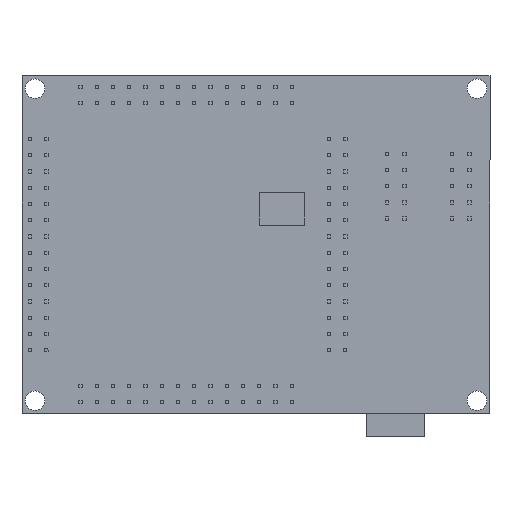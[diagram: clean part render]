
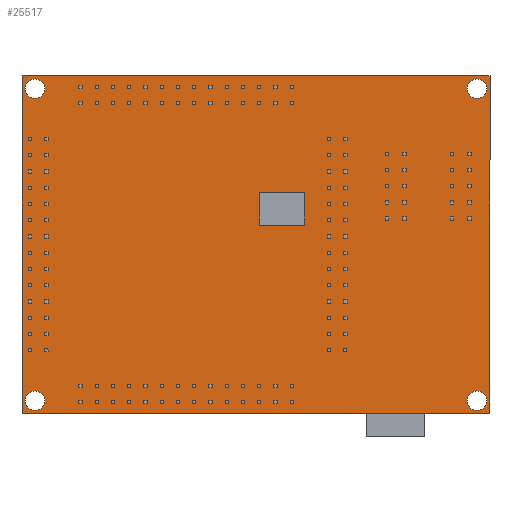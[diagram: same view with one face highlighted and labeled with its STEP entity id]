
A CAD part, front view. The second image highlights one B-rep face of the part: STEP entity #25517.
In plain terms, the highlighted planar face has unit normal (0, -1, 0).
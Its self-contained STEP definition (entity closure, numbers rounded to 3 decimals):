
#285 = VERTEX_POINT ( 'NONE', #3117 ) ;
#1338 = DIRECTION ( 'NONE',  ( -1., 0., 0. ) ) ;
#1353 = FACE_BOUND ( 'NONE', #15219, .T. ) ;
#1654 = VERTEX_POINT ( 'NONE', #7528 ) ;
#1772 = ORIENTED_EDGE ( 'NONE', *, *, #27631, .F. ) ;
#2071 = CARTESIAN_POINT ( 'NONE',  ( 36., 0., -26. ) ) ;
#2088 = DIRECTION ( 'NONE',  ( 0., 1., 0. ) ) ;
#2367 = CARTESIAN_POINT ( 'NONE',  ( 34., 0., 24. ) ) ;
#2427 = ORIENTED_EDGE ( 'NONE', *, *, #21589, .F. ) ;
#2449 = ORIENTED_EDGE ( 'NONE', *, *, #34039, .T. ) ;
#3025 = LINE ( 'NONE', #39414, #27366 ) ;
#3117 = CARTESIAN_POINT ( 'NONE',  ( -34., 0., 25.5 ) ) ;
#3828 = EDGE_CURVE ( 'NONE', #12355, #36540, #28567, .T. ) ;
#4051 = EDGE_LOOP ( 'NONE', ( #2427, #25049, #11029, #1772 ) ) ;
#4338 = CARTESIAN_POINT ( 'NONE',  ( -36., 0., -26. ) ) ;
#4818 = ORIENTED_EDGE ( 'NONE', *, *, #40633, .T. ) ;
#4823 = AXIS2_PLACEMENT_3D ( 'NONE', #30672, #11635, #33841 ) ;
#5015 = AXIS2_PLACEMENT_3D ( 'NONE', #32453, #13417, #35606 ) ;
#5586 = DIRECTION ( 'NONE',  ( 0., 0., 1. ) ) ;
#6296 = CARTESIAN_POINT ( 'NONE',  ( -34., 0., 24. ) ) ;
#6473 = VECTOR ( 'NONE', #34931, 1000. ) ;
#7528 = CARTESIAN_POINT ( 'NONE',  ( 34., 0., 22.5 ) ) ;
#7894 = AXIS2_PLACEMENT_3D ( 'NONE', #2367, #24602, #5586 ) ;
#8012 = DIRECTION ( 'NONE',  ( 1., 0., 0. ) ) ;
#8035 = CIRCLE ( 'NONE', #18927, 1.5 ) ;
#8096 = DIRECTION ( 'NONE',  ( 0., 1., 0. ) ) ;
#8384 = DIRECTION ( 'NONE',  ( 0., 1., 0. ) ) ;
#8499 = CARTESIAN_POINT ( 'NONE',  ( -34., 0., -24. ) ) ;
#9206 = CIRCLE ( 'NONE', #9391, 1.5 ) ;
#9391 = AXIS2_PLACEMENT_3D ( 'NONE', #8499, #30715, #11678 ) ;
#9432 = DIRECTION ( 'NONE',  ( 0., 0., 1. ) ) ;
#9579 = EDGE_CURVE ( 'NONE', #20174, #37507, #31789, .T. ) ;
#9788 = FACE_OUTER_BOUND ( 'NONE', #4051, .T. ) ;
#11029 = ORIENTED_EDGE ( 'NONE', *, *, #9579, .F. ) ;
#11635 = DIRECTION ( 'NONE',  ( 0., 1., 0. ) ) ;
#11678 = DIRECTION ( 'NONE',  ( 0., 0., 1. ) ) ;
#11719 = VERTEX_POINT ( 'NONE', #16625 ) ;
#11969 = DIRECTION ( 'NONE',  ( 0., -1., 0. ) ) ;
#12015 = LINE ( 'NONE', #20617, #37320 ) ;
#12355 = VERTEX_POINT ( 'NONE', #25663 ) ;
#12987 = ORIENTED_EDGE ( 'NONE', *, *, #3828, .T. ) ;
#13417 = DIRECTION ( 'NONE',  ( 0., 1., 0. ) ) ;
#14808 = CARTESIAN_POINT ( 'NONE',  ( 34., 0., -22.5 ) ) ;
#15219 = EDGE_LOOP ( 'NONE', ( #28194, #28047 ) ) ;
#16625 = CARTESIAN_POINT ( 'NONE',  ( -34., 0., 22.5 ) ) ;
#17533 = AXIS2_PLACEMENT_3D ( 'NONE', #31006, #11969, #34172 ) ;
#17908 = EDGE_LOOP ( 'NONE', ( #12987, #18523 ) ) ;
#18523 = ORIENTED_EDGE ( 'NONE', *, *, #27157, .T. ) ;
#18927 = AXIS2_PLACEMENT_3D ( 'NONE', #21119, #2088, #24331 ) ;
#19179 = EDGE_CURVE ( 'NONE', #37507, #22702, #3025, .T. ) ;
#20174 = VERTEX_POINT ( 'NONE', #31700 ) ;
#20617 = CARTESIAN_POINT ( 'NONE',  ( 36., 0., 26. ) ) ;
#20667 = AXIS2_PLACEMENT_3D ( 'NONE', #6296, #28465, #9432 ) ;
#21119 = CARTESIAN_POINT ( 'NONE',  ( -34., 0., -24. ) ) ;
#21589 = EDGE_CURVE ( 'NONE', #22702, #37746, #32725, .T. ) ;
#22702 = VERTEX_POINT ( 'NONE', #38527 ) ;
#23374 = DIRECTION ( 'NONE',  ( 0., 0., 1. ) ) ;
#23937 = EDGE_CURVE ( 'NONE', #285, #11719, #30977, .T. ) ;
#24331 = DIRECTION ( 'NONE',  ( 0., 0., 1. ) ) ;
#24602 = DIRECTION ( 'NONE',  ( 0., 1., 0. ) ) ;
#24812 = ORIENTED_EDGE ( 'NONE', *, *, #30105, .T. ) ;
#25049 = ORIENTED_EDGE ( 'NONE', *, *, #19179, .F. ) ;
#25358 = CARTESIAN_POINT ( 'NONE',  ( -34., 0., -25.5 ) ) ;
#25503 = CARTESIAN_POINT ( 'NONE',  ( -36., 0., 26. ) ) ;
#25517 = ADVANCED_FACE ( 'NONE', ( #35141, #26689, #9788, #1353, #34145 ), #34027, .T. ) ;
#25663 = CARTESIAN_POINT ( 'NONE',  ( 34., 0., -25.5 ) ) ;
#25716 = EDGE_LOOP ( 'NONE', ( #24812, #31954 ) ) ;
#26542 = CARTESIAN_POINT ( 'NONE',  ( -34., 0., -22.5 ) ) ;
#26689 = FACE_BOUND ( 'NONE', #30448, .T. ) ;
#27079 = CARTESIAN_POINT ( 'NONE',  ( -34., 0., 24. ) ) ;
#27157 = EDGE_CURVE ( 'NONE', #36540, #12355, #32499, .T. ) ;
#27313 = VERTEX_POINT ( 'NONE', #25358 ) ;
#27366 = VECTOR ( 'NONE', #1338, 1000. ) ;
#27388 = CARTESIAN_POINT ( 'NONE',  ( 34., 0., -24. ) ) ;
#27631 = EDGE_CURVE ( 'NONE', #37746, #20174, #12015, .T. ) ;
#28047 = ORIENTED_EDGE ( 'NONE', *, *, #23937, .T. ) ;
#28194 = ORIENTED_EDGE ( 'NONE', *, *, #30761, .T. ) ;
#28465 = DIRECTION ( 'NONE',  ( 0., 1., 0. ) ) ;
#28567 = CIRCLE ( 'NONE', #37064, 1.5 ) ;
#29609 = CIRCLE ( 'NONE', #5015, 1.5 ) ;
#29634 = CARTESIAN_POINT ( 'NONE',  ( 34., 0., 25.5 ) ) ;
#30105 = EDGE_CURVE ( 'NONE', #1654, #40455, #29609, .T. ) ;
#30305 = DIRECTION ( 'NONE',  ( 0., 0., 1. ) ) ;
#30448 = EDGE_LOOP ( 'NONE', ( #2449, #4818 ) ) ;
#30601 = DIRECTION ( 'NONE',  ( 0., 0., 1. ) ) ;
#30672 = CARTESIAN_POINT ( 'NONE',  ( 34., 0., -24. ) ) ;
#30715 = DIRECTION ( 'NONE',  ( 0., 1., 0. ) ) ;
#30761 = EDGE_CURVE ( 'NONE', #11719, #285, #35918, .T. ) ;
#30977 = CIRCLE ( 'NONE', #20667, 1.5 ) ;
#31006 = CARTESIAN_POINT ( 'NONE',  ( 0., 0., 0. ) ) ;
#31700 = CARTESIAN_POINT ( 'NONE',  ( 36., 0., 26. ) ) ;
#31749 = VECTOR ( 'NONE', #23374, 1000. ) ;
#31789 = LINE ( 'NONE', #31888, #6473 ) ;
#31888 = CARTESIAN_POINT ( 'NONE',  ( 36., 0., -26. ) ) ;
#31954 = ORIENTED_EDGE ( 'NONE', *, *, #35783, .T. ) ;
#32201 = AXIS2_PLACEMENT_3D ( 'NONE', #27079, #8096, #30305 ) ;
#32453 = CARTESIAN_POINT ( 'NONE',  ( 34., 0., 24. ) ) ;
#32499 = CIRCLE ( 'NONE', #4823, 1.5 ) ;
#32725 = LINE ( 'NONE', #4338, #31749 ) ;
#33841 = DIRECTION ( 'NONE',  ( 0., 0., 1. ) ) ;
#34027 = PLANE ( 'NONE',  #17533 ) ;
#34039 = EDGE_CURVE ( 'NONE', #27313, #36851, #8035, .T. ) ;
#34145 = FACE_BOUND ( 'NONE', #25716, .T. ) ;
#34172 = DIRECTION ( 'NONE',  ( 0., 0., -1. ) ) ;
#34931 = DIRECTION ( 'NONE',  ( 0., 0., -1. ) ) ;
#35141 = FACE_BOUND ( 'NONE', #17908, .T. ) ;
#35606 = DIRECTION ( 'NONE',  ( 0., 0., 1. ) ) ;
#35783 = EDGE_CURVE ( 'NONE', #40455, #1654, #36853, .T. ) ;
#35918 = CIRCLE ( 'NONE', #32201, 1.5 ) ;
#36540 = VERTEX_POINT ( 'NONE', #14808 ) ;
#36851 = VERTEX_POINT ( 'NONE', #26542 ) ;
#36853 = CIRCLE ( 'NONE', #7894, 1.5 ) ;
#37064 = AXIS2_PLACEMENT_3D ( 'NONE', #27388, #8384, #30601 ) ;
#37320 = VECTOR ( 'NONE', #8012, 1000. ) ;
#37507 = VERTEX_POINT ( 'NONE', #2071 ) ;
#37746 = VERTEX_POINT ( 'NONE', #25503 ) ;
#38527 = CARTESIAN_POINT ( 'NONE',  ( -36., 0., -26. ) ) ;
#39414 = CARTESIAN_POINT ( 'NONE',  ( 36., 0., -26. ) ) ;
#40455 = VERTEX_POINT ( 'NONE', #29634 ) ;
#40633 = EDGE_CURVE ( 'NONE', #36851, #27313, #9206, .T. ) ;
